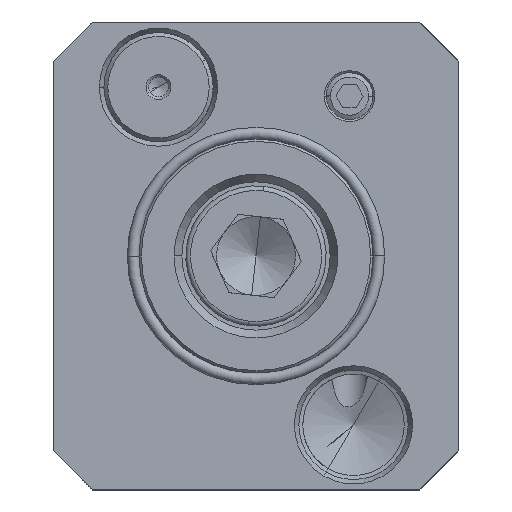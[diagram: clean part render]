
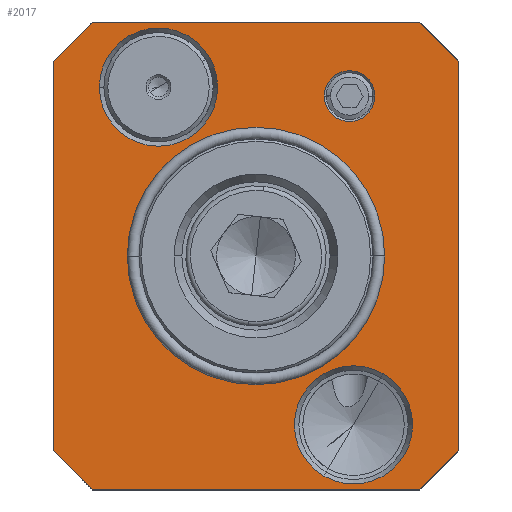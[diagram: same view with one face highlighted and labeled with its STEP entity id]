
A CAD part, front view. The second image highlights one B-rep face of the part: STEP entity #2017.
In plain terms, the highlighted face is planar.
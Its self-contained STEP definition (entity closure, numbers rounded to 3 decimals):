
#14 = CARTESIAN_POINT ( 'NONE',  ( 0., -25., -26. ) ) ;
#175 = EDGE_LOOP ( 'NONE', ( #5093, #5813 ) ) ;
#206 = ORIENTED_EDGE ( 'NONE', *, *, #16308, .F. ) ;
#214 = EDGE_LOOP ( 'NONE', ( #5432, #18154 ) ) ;
#334 = DIRECTION ( 'NONE',  ( 0., 0., 1. ) ) ;
#841 = CARTESIAN_POINT ( 'NONE',  ( 0., 21.651, -12.5 ) ) ;
#1169 = EDGE_CURVE ( 'NONE', #15982, #1939, #4035, .T. ) ;
#1181 = ORIENTED_EDGE ( 'NONE', *, *, #7033, .F. ) ;
#1210 = DIRECTION ( 'NONE',  ( -1., 0., 0. ) ) ;
#1828 = CARTESIAN_POINT ( 'NONE',  ( 0., -15.2, 0. ) ) ;
#1857 = VECTOR ( 'NONE', #25210, 1000. ) ;
#1939 = VERTEX_POINT ( 'NONE', #12761 ) ;
#2017 = ADVANCED_FACE ( 'NONE', ( #2059, #10986, #19907, #28830, #8779 ), #13339, .F. ) ;
#2059 = FACE_BOUND ( 'NONE', #17851, .T. ) ;
#2200 = CARTESIAN_POINT ( 'NONE',  ( 0., 0., 0. ) ) ;
#2324 = CIRCLE ( 'NONE', #16366, 7.577 ) ;
#2337 = CARTESIAN_POINT ( 'NONE',  ( 0., -25., 26. ) ) ;
#2488 = DIRECTION ( 'NONE',  ( 0., -0.707, -0.707 ) ) ;
#2556 = LINE ( 'NONE', #15591, #14938 ) ;
#2628 = DIRECTION ( 'NONE',  ( 0., -0.707, 0.707 ) ) ;
#2763 = EDGE_CURVE ( 'NONE', #3984, #6026, #20901, .T. ) ;
#2825 = ORIENTED_EDGE ( 'NONE', *, *, #14712, .F. ) ;
#3049 = EDGE_CURVE ( 'NONE', #1939, #8953, #10701, .T. ) ;
#3417 = LINE ( 'NONE', #10146, #8786 ) ;
#3597 = ORIENTED_EDGE ( 'NONE', *, *, #1169, .F. ) ;
#3762 = CARTESIAN_POINT ( 'NONE',  ( 0., -15.088, 16.289 ) ) ;
#3984 = VERTEX_POINT ( 'NONE', #16431 ) ;
#4035 = LINE ( 'NONE', #12960, #11414 ) ;
#4250 = CIRCLE ( 'NONE', #13590, 7.577 ) ;
#4347 = DIRECTION ( 'NONE',  ( 1., 0., 0. ) ) ;
#4393 = EDGE_CURVE ( 'NONE', #8953, #28024, #18509, .T. ) ;
#4699 = CARTESIAN_POINT ( 'NONE',  ( 0., 30., 21. ) ) ;
#4966 = ORIENTED_EDGE ( 'NONE', *, *, #28247, .F. ) ;
#5093 = ORIENTED_EDGE ( 'NONE', *, *, #21071, .T. ) ;
#5432 = ORIENTED_EDGE ( 'NONE', *, *, #16686, .F. ) ;
#5674 = CARTESIAN_POINT ( 'NONE',  ( 0., 25., 26. ) ) ;
#5813 = ORIENTED_EDGE ( 'NONE', *, *, #24389, .T. ) ;
#5842 = AXIS2_PLACEMENT_3D ( 'NONE', #2200, #20043, #17902 ) ;
#6014 = DIRECTION ( 'NONE',  ( 0., 0., 1. ) ) ;
#6026 = VERTEX_POINT ( 'NONE', #8620 ) ;
#6407 = VECTOR ( 'NONE', #12895, 1000. ) ;
#6638 = LINE ( 'NONE', #5674, #23632 ) ;
#6737 = EDGE_LOOP ( 'NONE', ( #28198, #20465, #3597, #27477, #9672, #17908, #206, #1181 ) ) ;
#7033 = EDGE_CURVE ( 'NONE', #28024, #10386, #3417, .T. ) ;
#7113 = CARTESIAN_POINT ( 'NONE',  ( 0., 21.651, -20.077 ) ) ;
#7333 = CARTESIAN_POINT ( 'NONE',  ( 0., 25., -26. ) ) ;
#7639 = DIRECTION ( 'NONE',  ( 0., 0.707, 0.707 ) ) ;
#7850 = EDGE_CURVE ( 'NONE', #9818, #13123, #9234, .T. ) ;
#8135 = DIRECTION ( 'NONE',  ( -1., 0., 0. ) ) ;
#8557 = DIRECTION ( 'NONE',  ( 0., 0., -1. ) ) ;
#8620 = CARTESIAN_POINT ( 'NONE',  ( 0., 20.5, 15.25 ) ) ;
#8779 = FACE_OUTER_BOUND ( 'NONE', #6737, .T. ) ;
#8786 = VECTOR ( 'NONE', #7639, 1000. ) ;
#8805 = EDGE_CURVE ( 'NONE', #22735, #15982, #8926, .T. ) ;
#8926 = LINE ( 'NONE', #2337, #14452 ) ;
#8953 = VERTEX_POINT ( 'NONE', #10930 ) ;
#9234 = CIRCLE ( 'NONE', #10627, 7.577 ) ;
#9243 = AXIS2_PLACEMENT_3D ( 'NONE', #12966, #8135, #334 ) ;
#9536 = AXIS2_PLACEMENT_3D ( 'NONE', #27610, #18984, #19125 ) ;
#9642 = DIRECTION ( 'NONE',  ( -1., 0., 0. ) ) ;
#9672 = ORIENTED_EDGE ( 'NONE', *, *, #23156, .F. ) ;
#9818 = VERTEX_POINT ( 'NONE', #7113 ) ;
#9967 = VERTEX_POINT ( 'NONE', #11193 ) ;
#10146 = CARTESIAN_POINT ( 'NONE',  ( 0., 30., -21. ) ) ;
#10386 = VERTEX_POINT ( 'NONE', #22977 ) ;
#10483 = DIRECTION ( 'NONE',  ( 0., 0.866, 0.5 ) ) ;
#10558 = CIRCLE ( 'NONE', #16201, 15.2 ) ;
#10627 = AXIS2_PLACEMENT_3D ( 'NONE', #841, #9642, #14467 ) ;
#10701 = LINE ( 'NONE', #14, #6407 ) ;
#10930 = CARTESIAN_POINT ( 'NONE',  ( 0., -25., -26. ) ) ;
#10986 = FACE_BOUND ( 'NONE', #175, .T. ) ;
#11193 = CARTESIAN_POINT ( 'NONE',  ( 0., -28.213, 8.711 ) ) ;
#11263 = ORIENTED_EDGE ( 'NONE', *, *, #23445, .F. ) ;
#11414 = VECTOR ( 'NONE', #8557, 1000. ) ;
#12278 = VECTOR ( 'NONE', #2628, 1000. ) ;
#12477 = DIRECTION ( 'NONE',  ( 0., -1., 0. ) ) ;
#12761 = CARTESIAN_POINT ( 'NONE',  ( 0., -30., -21. ) ) ;
#12895 = DIRECTION ( 'NONE',  ( 0., 0.707, -0.707 ) ) ;
#12960 = CARTESIAN_POINT ( 'NONE',  ( 0., -30., 21. ) ) ;
#12966 = CARTESIAN_POINT ( 'NONE',  ( 0., 20.5, 12. ) ) ;
#13123 = VERTEX_POINT ( 'NONE', #22222 ) ;
#13339 = PLANE ( 'NONE',  #5842 ) ;
#13590 = AXIS2_PLACEMENT_3D ( 'NONE', #25555, #4347, #23937 ) ;
#14452 = VECTOR ( 'NONE', #2488, 1000. ) ;
#14467 = DIRECTION ( 'NONE',  ( 0., 0., 1. ) ) ;
#14582 = VERTEX_POINT ( 'NONE', #23832 ) ;
#14603 = CARTESIAN_POINT ( 'NONE',  ( 0., -21.651, 12.5 ) ) ;
#14712 = EDGE_CURVE ( 'NONE', #27199, #24650, #18913, .T. ) ;
#14938 = VECTOR ( 'NONE', #24951, 1000. ) ;
#15529 = EDGE_LOOP ( 'NONE', ( #11263, #2825 ) ) ;
#15543 = CARTESIAN_POINT ( 'NONE',  ( 0., -25., 26. ) ) ;
#15591 = CARTESIAN_POINT ( 'NONE',  ( 0., 30., 21. ) ) ;
#15982 = VERTEX_POINT ( 'NONE', #25547 ) ;
#16107 = LINE ( 'NONE', #4699, #12278 ) ;
#16201 = AXIS2_PLACEMENT_3D ( 'NONE', #21252, #1210, #12477 ) ;
#16308 = EDGE_CURVE ( 'NONE', #10386, #14582, #2556, .T. ) ;
#16366 = AXIS2_PLACEMENT_3D ( 'NONE', #20570, #28916, #26563 ) ;
#16431 = CARTESIAN_POINT ( 'NONE',  ( 0., 20.5, 8.75 ) ) ;
#16686 = EDGE_CURVE ( 'NONE', #13123, #9818, #2324, .T. ) ;
#17851 = EDGE_LOOP ( 'NONE', ( #4966, #23167 ) ) ;
#17902 = DIRECTION ( 'NONE',  ( 0., 0., -1. ) ) ;
#17908 = ORIENTED_EDGE ( 'NONE', *, *, #18502, .F. ) ;
#18154 = ORIENTED_EDGE ( 'NONE', *, *, #7850, .F. ) ;
#18502 = EDGE_CURVE ( 'NONE', #14582, #19648, #16107, .T. ) ;
#18509 = LINE ( 'NONE', #7333, #1857 ) ;
#18913 = CIRCLE ( 'NONE', #9536, 15.2 ) ;
#18984 = DIRECTION ( 'NONE',  ( -1., 0., 0. ) ) ;
#19035 = CIRCLE ( 'NONE', #28339, 7.577 ) ;
#19125 = DIRECTION ( 'NONE',  ( 0., -1., 0. ) ) ;
#19128 = DIRECTION ( 'NONE',  ( 1., 0., 0. ) ) ;
#19648 = VERTEX_POINT ( 'NONE', #26348 ) ;
#19907 = FACE_BOUND ( 'NONE', #214, .T. ) ;
#20043 = DIRECTION ( 'NONE',  ( 1., 0., 0. ) ) ;
#20465 = ORIENTED_EDGE ( 'NONE', *, *, #3049, .F. ) ;
#20570 = CARTESIAN_POINT ( 'NONE',  ( 0., 21.651, -12.5 ) ) ;
#20607 = CIRCLE ( 'NONE', #24353, 3.25 ) ;
#20901 = CIRCLE ( 'NONE', #9243, 3.25 ) ;
#21071 = EDGE_CURVE ( 'NONE', #27339, #9967, #4250, .T. ) ;
#21134 = CARTESIAN_POINT ( 'NONE',  ( 0., 25., -26. ) ) ;
#21252 = CARTESIAN_POINT ( 'NONE',  ( 0., 0., 0. ) ) ;
#21532 = DIRECTION ( 'NONE',  ( -1., 0., 0. ) ) ;
#21667 = CARTESIAN_POINT ( 'NONE',  ( 0., 20.5, 12. ) ) ;
#22149 = DIRECTION ( 'NONE',  ( 0., -1., 0. ) ) ;
#22222 = CARTESIAN_POINT ( 'NONE',  ( 0., 21.651, -4.923 ) ) ;
#22735 = VERTEX_POINT ( 'NONE', #15543 ) ;
#22977 = CARTESIAN_POINT ( 'NONE',  ( 0., 30., -21. ) ) ;
#23156 = EDGE_CURVE ( 'NONE', #19648, #22735, #6638, .T. ) ;
#23167 = ORIENTED_EDGE ( 'NONE', *, *, #2763, .F. ) ;
#23445 = EDGE_CURVE ( 'NONE', #24650, #27199, #10558, .T. ) ;
#23632 = VECTOR ( 'NONE', #22149, 1000. ) ;
#23832 = CARTESIAN_POINT ( 'NONE',  ( 0., 30., 21. ) ) ;
#23937 = DIRECTION ( 'NONE',  ( 0., 0.866, 0.5 ) ) ;
#24353 = AXIS2_PLACEMENT_3D ( 'NONE', #21667, #21532, #6014 ) ;
#24389 = EDGE_CURVE ( 'NONE', #9967, #27339, #19035, .T. ) ;
#24650 = VERTEX_POINT ( 'NONE', #1828 ) ;
#24951 = DIRECTION ( 'NONE',  ( 0., 0., 1. ) ) ;
#25210 = DIRECTION ( 'NONE',  ( 0., 1., 0. ) ) ;
#25547 = CARTESIAN_POINT ( 'NONE',  ( 0., -30., 21. ) ) ;
#25555 = CARTESIAN_POINT ( 'NONE',  ( 0., -21.651, 12.5 ) ) ;
#26348 = CARTESIAN_POINT ( 'NONE',  ( 0., 25., 26. ) ) ;
#26563 = DIRECTION ( 'NONE',  ( 0., 0., 1. ) ) ;
#27199 = VERTEX_POINT ( 'NONE', #27626 ) ;
#27339 = VERTEX_POINT ( 'NONE', #3762 ) ;
#27477 = ORIENTED_EDGE ( 'NONE', *, *, #8805, .F. ) ;
#27610 = CARTESIAN_POINT ( 'NONE',  ( 0., 0., 0. ) ) ;
#27626 = CARTESIAN_POINT ( 'NONE',  ( 0., 15.2, 0. ) ) ;
#28024 = VERTEX_POINT ( 'NONE', #21134 ) ;
#28198 = ORIENTED_EDGE ( 'NONE', *, *, #4393, .F. ) ;
#28247 = EDGE_CURVE ( 'NONE', #6026, #3984, #20607, .T. ) ;
#28339 = AXIS2_PLACEMENT_3D ( 'NONE', #14603, #19128, #10483 ) ;
#28830 = FACE_BOUND ( 'NONE', #15529, .T. ) ;
#28916 = DIRECTION ( 'NONE',  ( -1., 0., 0. ) ) ;
